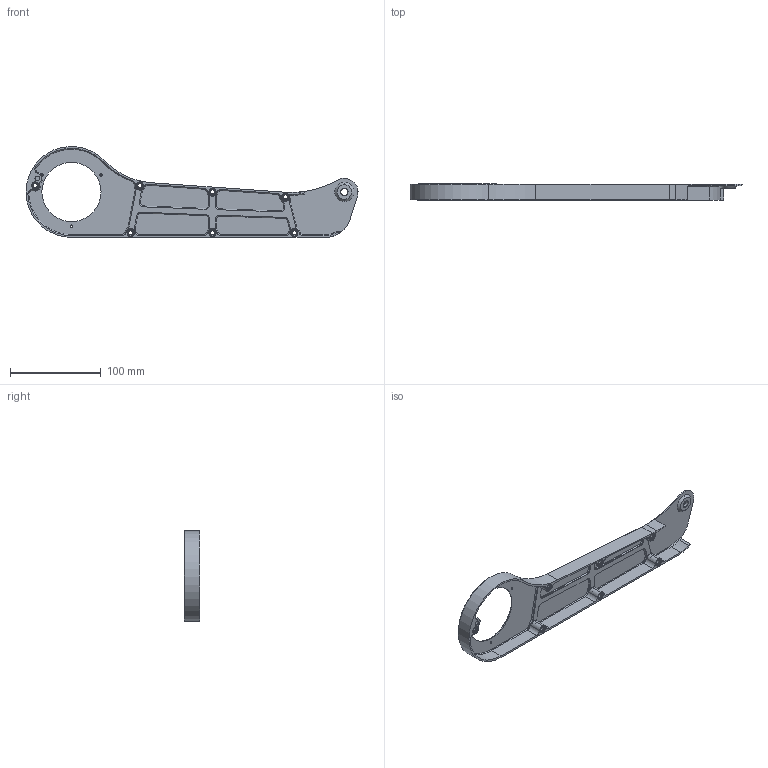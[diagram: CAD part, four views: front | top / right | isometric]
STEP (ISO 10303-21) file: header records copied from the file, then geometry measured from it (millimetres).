
FILE_DESCRIPTION (( 'STEP AP203' ), '1' );
FILE_NAME ('upperLegShellLeft2.STEP', '2024-10-14T02:58:55', ( 'lance' ), ( '' ), 'SwSTEP 2.0', 'SolidWorks 2021', '' );
FILE_SCHEMA (( 'CONFIG_CONTROL_DESIGN' ));
Length unit declared in the file: millimetre
Products named in the file (1): upperLegShellLeft2
Bounding box: 364.97 x 17.5 x 99.93 mm (x, y, z)
Volume: 71901.5 mm3; surface area: 66640.1 mm2
Topology: 1 solids, 1 shells, 275 faces, 678 edges, 415 vertices
Faces by surface type: cylinder 117, cone 83, plane 75
Entity records: 8285 total; most frequent: DIRECTION 1562, CARTESIAN_POINT 1402, ORIENTED_EDGE 1356, EDGE_CURVE 678, AXIS2_PLACEMENT_3D 615, VERTEX_POINT 415, CIRCLE 339, LINE 332
